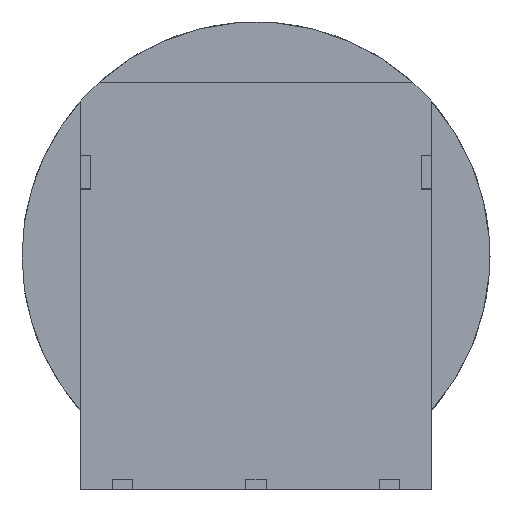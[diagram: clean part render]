
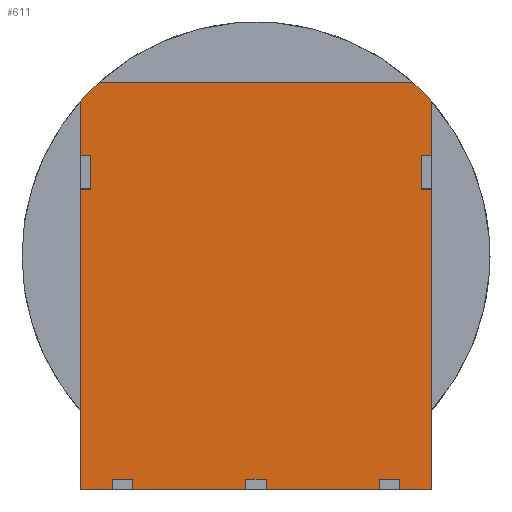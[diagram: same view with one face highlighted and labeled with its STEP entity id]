
A CAD part, top view. The second image highlights one B-rep face of the part: STEP entity #611.
In plain terms, the highlighted planar face has unit normal (0, 0, 1).
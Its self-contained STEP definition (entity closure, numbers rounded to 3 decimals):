
#16=CIRCLE('',#659,7.);
#17=CIRCLE('',#660,7.);
#30=FACE_OUTER_BOUND('',#63,.T.);
#63=EDGE_LOOP('',(#413,#414,#415,#416,#417,#418,#419,#420,#421,#422,#423,
#424,#425,#426,#427,#428,#429,#430,#431,#432,#433,#434,#435,#436,#437,#438));
#92=LINE('',#868,#171);
#96=LINE('',#876,#175);
#99=LINE('',#882,#178);
#103=LINE('',#890,#182);
#104=LINE('',#894,#183);
#105=LINE('',#898,#184);
#106=LINE('',#900,#185);
#107=LINE('',#902,#186);
#108=LINE('',#904,#187);
#109=LINE('',#906,#188);
#110=LINE('',#908,#189);
#111=LINE('',#910,#190);
#112=LINE('',#912,#191);
#113=LINE('',#914,#192);
#114=LINE('',#916,#193);
#115=LINE('',#918,#194);
#116=LINE('',#920,#195);
#117=LINE('',#922,#196);
#118=LINE('',#924,#197);
#119=LINE('',#926,#198);
#120=LINE('',#928,#199);
#121=LINE('',#930,#200);
#122=LINE('',#932,#201);
#123=LINE('',#933,#202);
#171=VECTOR('',#701,10.);
#175=VECTOR('',#707,10.);
#178=VECTOR('',#712,10.);
#182=VECTOR('',#720,10.);
#183=VECTOR('',#723,10.);
#184=VECTOR('',#726,10.);
#185=VECTOR('',#727,10.);
#186=VECTOR('',#728,10.);
#187=VECTOR('',#729,10.);
#188=VECTOR('',#730,10.);
#189=VECTOR('',#731,10.);
#190=VECTOR('',#732,10.);
#191=VECTOR('',#733,10.);
#192=VECTOR('',#734,10.);
#193=VECTOR('',#735,10.);
#194=VECTOR('',#736,10.);
#195=VECTOR('',#737,10.);
#196=VECTOR('',#738,10.);
#197=VECTOR('',#739,10.);
#198=VECTOR('',#740,10.);
#199=VECTOR('',#741,10.);
#200=VECTOR('',#742,10.);
#201=VECTOR('',#743,10.);
#202=VECTOR('',#744,10.);
#250=VERTEX_POINT('',#866);
#251=VERTEX_POINT('',#867);
#254=VERTEX_POINT('',#875);
#256=VERTEX_POINT('',#881);
#258=VERTEX_POINT('',#889);
#259=VERTEX_POINT('',#891);
#260=VERTEX_POINT('',#893);
#261=VERTEX_POINT('',#895);
#262=VERTEX_POINT('',#897);
#263=VERTEX_POINT('',#899);
#264=VERTEX_POINT('',#901);
#265=VERTEX_POINT('',#903);
#266=VERTEX_POINT('',#905);
#267=VERTEX_POINT('',#907);
#268=VERTEX_POINT('',#909);
#269=VERTEX_POINT('',#911);
#270=VERTEX_POINT('',#913);
#271=VERTEX_POINT('',#915);
#272=VERTEX_POINT('',#917);
#273=VERTEX_POINT('',#919);
#274=VERTEX_POINT('',#921);
#275=VERTEX_POINT('',#923);
#276=VERTEX_POINT('',#925);
#277=VERTEX_POINT('',#927);
#278=VERTEX_POINT('',#929);
#279=VERTEX_POINT('',#931);
#308=EDGE_CURVE('',#250,#251,#92,.T.);
#312=EDGE_CURVE('',#251,#254,#96,.T.);
#315=EDGE_CURVE('',#254,#256,#99,.T.);
#319=EDGE_CURVE('',#256,#258,#103,.T.);
#320=EDGE_CURVE('',#258,#259,#16,.T.);
#321=EDGE_CURVE('',#259,#260,#104,.T.);
#322=EDGE_CURVE('',#260,#261,#17,.T.);
#323=EDGE_CURVE('',#261,#262,#105,.T.);
#324=EDGE_CURVE('',#262,#263,#106,.T.);
#325=EDGE_CURVE('',#263,#264,#107,.T.);
#326=EDGE_CURVE('',#264,#265,#108,.T.);
#327=EDGE_CURVE('',#265,#266,#109,.T.);
#328=EDGE_CURVE('',#266,#267,#110,.T.);
#329=EDGE_CURVE('',#267,#268,#111,.T.);
#330=EDGE_CURVE('',#268,#269,#112,.T.);
#331=EDGE_CURVE('',#269,#270,#113,.T.);
#332=EDGE_CURVE('',#270,#271,#114,.T.);
#333=EDGE_CURVE('',#271,#272,#115,.T.);
#334=EDGE_CURVE('',#272,#273,#116,.T.);
#335=EDGE_CURVE('',#273,#274,#117,.T.);
#336=EDGE_CURVE('',#274,#275,#118,.T.);
#337=EDGE_CURVE('',#275,#276,#119,.T.);
#338=EDGE_CURVE('',#276,#277,#120,.T.);
#339=EDGE_CURVE('',#277,#278,#121,.T.);
#340=EDGE_CURVE('',#278,#279,#122,.T.);
#341=EDGE_CURVE('',#279,#250,#123,.T.);
#413=ORIENTED_EDGE('',*,*,#308,.T.);
#414=ORIENTED_EDGE('',*,*,#312,.T.);
#415=ORIENTED_EDGE('',*,*,#315,.T.);
#416=ORIENTED_EDGE('',*,*,#319,.T.);
#417=ORIENTED_EDGE('',*,*,#320,.T.);
#418=ORIENTED_EDGE('',*,*,#321,.T.);
#419=ORIENTED_EDGE('',*,*,#322,.T.);
#420=ORIENTED_EDGE('',*,*,#323,.T.);
#421=ORIENTED_EDGE('',*,*,#324,.T.);
#422=ORIENTED_EDGE('',*,*,#325,.T.);
#423=ORIENTED_EDGE('',*,*,#326,.T.);
#424=ORIENTED_EDGE('',*,*,#327,.T.);
#425=ORIENTED_EDGE('',*,*,#328,.T.);
#426=ORIENTED_EDGE('',*,*,#329,.T.);
#427=ORIENTED_EDGE('',*,*,#330,.T.);
#428=ORIENTED_EDGE('',*,*,#331,.T.);
#429=ORIENTED_EDGE('',*,*,#332,.T.);
#430=ORIENTED_EDGE('',*,*,#333,.T.);
#431=ORIENTED_EDGE('',*,*,#334,.T.);
#432=ORIENTED_EDGE('',*,*,#335,.T.);
#433=ORIENTED_EDGE('',*,*,#336,.T.);
#434=ORIENTED_EDGE('',*,*,#337,.T.);
#435=ORIENTED_EDGE('',*,*,#338,.T.);
#436=ORIENTED_EDGE('',*,*,#339,.T.);
#437=ORIENTED_EDGE('',*,*,#340,.T.);
#438=ORIENTED_EDGE('',*,*,#341,.T.);
#579=PLANE('',#658);
#611=ADVANCED_FACE('',(#30),#579,.T.);
#658=AXIS2_PLACEMENT_3D('',#888,#718,#719);
#659=AXIS2_PLACEMENT_3D('',#892,#721,#722);
#660=AXIS2_PLACEMENT_3D('',#896,#724,#725);
#701=DIRECTION('',(-1.,0.,0.));
#707=DIRECTION('',(0.,1.,0.));
#712=DIRECTION('',(1.,0.,0.));
#718=DIRECTION('center_axis',(0.,0.,1.));
#719=DIRECTION('ref_axis',(-1.,0.,0.));
#720=DIRECTION('',(0.,1.,0.));
#721=DIRECTION('center_axis',(0.,0.,1.));
#722=DIRECTION('ref_axis',(-1.,0.,0.));
#723=DIRECTION('',(-1.,0.,0.));
#724=DIRECTION('center_axis',(0.,0.,1.));
#725=DIRECTION('ref_axis',(-1.,0.,0.));
#726=DIRECTION('',(0.,-1.,0.));
#727=DIRECTION('',(1.,0.,0.));
#728=DIRECTION('',(0.,-1.,0.));
#729=DIRECTION('',(-1.,0.,0.));
#730=DIRECTION('',(0.,-1.,0.));
#731=DIRECTION('',(1.,0.,0.));
#732=DIRECTION('',(0.,1.,0.));
#733=DIRECTION('',(1.,0.,0.));
#734=DIRECTION('',(0.,-1.,0.));
#735=DIRECTION('',(1.,0.,0.));
#736=DIRECTION('',(0.,1.,0.));
#737=DIRECTION('',(1.,0.,0.));
#738=DIRECTION('',(0.,-1.,0.));
#739=DIRECTION('',(1.,0.,0.));
#740=DIRECTION('',(0.,1.,0.));
#741=DIRECTION('',(1.,0.,0.));
#742=DIRECTION('',(0.,-1.,0.));
#743=DIRECTION('',(1.,0.,0.));
#744=DIRECTION('',(0.,1.,0.));
#866=CARTESIAN_POINT('',(5.25,2.,2.4));
#867=CARTESIAN_POINT('',(4.95,2.,2.4));
#868=CARTESIAN_POINT('',(2.475,2.,2.4));
#875=CARTESIAN_POINT('',(4.95,3.,2.4));
#876=CARTESIAN_POINT('',(4.95,1.054,2.4));
#881=CARTESIAN_POINT('',(5.25,3.,2.4));
#882=CARTESIAN_POINT('',(2.625,3.,2.4));
#888=CARTESIAN_POINT('Origin',(0.,-0.891,2.4));
#889=CARTESIAN_POINT('',(5.25,4.63,2.4));
#890=CARTESIAN_POINT('',(5.25,-6.982,2.4));
#891=CARTESIAN_POINT('',(4.686,5.2,2.4));
#892=CARTESIAN_POINT('Origin',(0.,0.,2.4));
#893=CARTESIAN_POINT('',(-4.686,5.2,2.4));
#894=CARTESIAN_POINT('',(-5.25,5.2,2.4));
#895=CARTESIAN_POINT('',(-5.25,4.63,2.4));
#896=CARTESIAN_POINT('Origin',(0.,0.,2.4));
#897=CARTESIAN_POINT('',(-5.25,3.,2.4));
#898=CARTESIAN_POINT('',(-5.25,-5.2,2.4));
#899=CARTESIAN_POINT('',(-4.95,3.,2.4));
#900=CARTESIAN_POINT('',(-2.475,3.,2.4));
#901=CARTESIAN_POINT('',(-4.95,2.,2.4));
#902=CARTESIAN_POINT('',(-4.95,0.554,2.4));
#903=CARTESIAN_POINT('',(-5.25,2.,2.4));
#904=CARTESIAN_POINT('',(-2.625,2.,2.4));
#905=CARTESIAN_POINT('',(-5.25,-6.982,2.4));
#906=CARTESIAN_POINT('',(-5.25,-5.2,2.4));
#907=CARTESIAN_POINT('',(-4.3,-6.982,2.4));
#908=CARTESIAN_POINT('',(-5.25,-6.982,2.4));
#909=CARTESIAN_POINT('',(-4.3,-6.682,2.4));
#910=CARTESIAN_POINT('',(-4.3,-3.787,2.4));
#911=CARTESIAN_POINT('',(-3.7,-6.682,2.4));
#912=CARTESIAN_POINT('',(-1.85,-6.682,2.4));
#913=CARTESIAN_POINT('',(-3.7,-6.982,2.4));
#914=CARTESIAN_POINT('',(-3.7,-3.937,2.4));
#915=CARTESIAN_POINT('',(-0.3,-6.982,2.4));
#916=CARTESIAN_POINT('',(-5.25,-6.982,2.4));
#917=CARTESIAN_POINT('',(-0.3,-6.682,2.4));
#918=CARTESIAN_POINT('',(-0.3,-3.787,2.4));
#919=CARTESIAN_POINT('',(0.3,-6.682,2.4));
#920=CARTESIAN_POINT('',(0.15,-6.682,2.4));
#921=CARTESIAN_POINT('',(0.3,-6.982,2.4));
#922=CARTESIAN_POINT('',(0.3,-3.937,2.4));
#923=CARTESIAN_POINT('',(3.7,-6.982,2.4));
#924=CARTESIAN_POINT('',(-5.25,-6.982,2.4));
#925=CARTESIAN_POINT('',(3.7,-6.682,2.4));
#926=CARTESIAN_POINT('',(3.7,-3.787,2.4));
#927=CARTESIAN_POINT('',(4.3,-6.682,2.4));
#928=CARTESIAN_POINT('',(2.15,-6.682,2.4));
#929=CARTESIAN_POINT('',(4.3,-6.982,2.4));
#930=CARTESIAN_POINT('',(4.3,-3.937,2.4));
#931=CARTESIAN_POINT('',(5.25,-6.982,2.4));
#932=CARTESIAN_POINT('',(-5.25,-6.982,2.4));
#933=CARTESIAN_POINT('',(5.25,-6.982,2.4));
